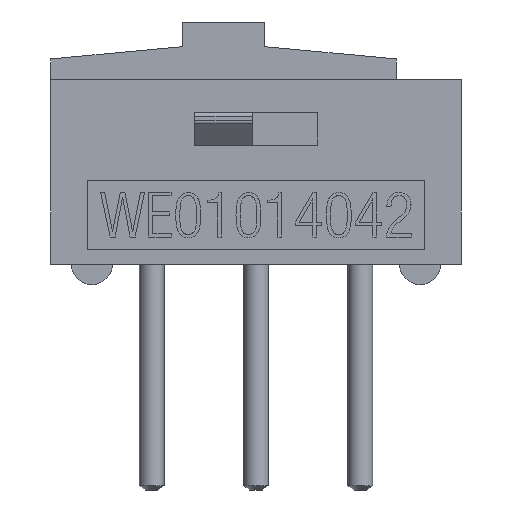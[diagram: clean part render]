
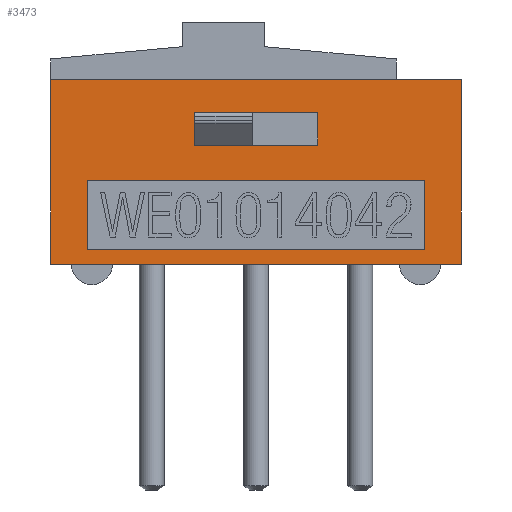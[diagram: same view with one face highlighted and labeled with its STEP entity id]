
A CAD part, front view. The second image highlights one B-rep face of the part: STEP entity #3473.
In plain terms, the highlighted planar face has unit normal (0, -1, 0).
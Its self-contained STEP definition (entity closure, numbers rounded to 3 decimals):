
#92 = VERTEX_POINT('',#93);
#93 = CARTESIAN_POINT('',(-5.,-1.25,0.5));
#108 = VERTEX_POINT('',#109);
#109 = CARTESIAN_POINT('',(5.,-1.25,0.5));
#115 = EDGE_CURVE('',#92,#108,#116,.T.);
#116 = LINE('',#117,#118);
#117 = CARTESIAN_POINT('',(-5.,-1.25,0.5));
#118 = VECTOR('',#119,1.);
#119 = DIRECTION('',(1.,0.,0.));
#2427 = EDGE_CURVE('',#2428,#2430,#2432,.T.);
#2428 = VERTEX_POINT('',#2429);
#2429 = CARTESIAN_POINT('',(4.1,-1.25,2.55));
#2430 = VERTEX_POINT('',#2431);
#2431 = CARTESIAN_POINT('',(-4.1,-1.25,2.55));
#2432 = LINE('',#2433,#2434);
#2433 = CARTESIAN_POINT('',(4.1,-1.25,2.55));
#2434 = VECTOR('',#2435,1.);
#2435 = DIRECTION('',(-1.,0.,0.));
#2776 = EDGE_CURVE('',#2777,#2428,#2779,.T.);
#2777 = VERTEX_POINT('',#2778);
#2778 = CARTESIAN_POINT('',(4.1,-1.25,0.85));
#2779 = LINE('',#2780,#2781);
#2780 = CARTESIAN_POINT('',(4.1,-1.25,0.85));
#2781 = VECTOR('',#2782,1.);
#2782 = DIRECTION('',(0.,0.,1.));
#2800 = EDGE_CURVE('',#2801,#2777,#2803,.T.);
#2801 = VERTEX_POINT('',#2802);
#2802 = CARTESIAN_POINT('',(-4.1,-1.25,0.85));
#2803 = LINE('',#2804,#2805);
#2804 = CARTESIAN_POINT('',(-4.1,-1.25,0.85));
#2805 = VECTOR('',#2806,1.);
#2806 = DIRECTION('',(1.,0.,0.));
#2824 = EDGE_CURVE('',#2430,#2801,#2825,.T.);
#2825 = LINE('',#2826,#2827);
#2826 = CARTESIAN_POINT('',(-4.1,-1.25,2.55));
#2827 = VECTOR('',#2828,1.);
#2828 = DIRECTION('',(0.,0.,-1.));
#3143 = VERTEX_POINT('',#3144);
#3144 = CARTESIAN_POINT('',(1.5,-1.25,4.2));
#3150 = EDGE_CURVE('',#3143,#3151,#3153,.T.);
#3151 = VERTEX_POINT('',#3152);
#3152 = CARTESIAN_POINT('',(-1.5,-1.25,4.2));
#3153 = LINE('',#3154,#3155);
#3154 = CARTESIAN_POINT('',(-5.,-1.25,4.2));
#3155 = VECTOR('',#3156,1.);
#3156 = DIRECTION('',(-1.,0.,0.));
#3198 = VERTEX_POINT('',#3199);
#3199 = CARTESIAN_POINT('',(1.5,-1.25,3.4));
#3205 = EDGE_CURVE('',#3198,#3143,#3206,.T.);
#3206 = LINE('',#3207,#3208);
#3207 = CARTESIAN_POINT('',(1.5,-1.25,5.));
#3208 = VECTOR('',#3209,1.);
#3209 = DIRECTION('',(0.,0.,1.));
#3239 = VERTEX_POINT('',#3240);
#3240 = CARTESIAN_POINT('',(-1.5,-1.25,3.4));
#3246 = EDGE_CURVE('',#3239,#3198,#3247,.T.);
#3247 = LINE('',#3248,#3249);
#3248 = CARTESIAN_POINT('',(-5.,-1.25,3.4));
#3249 = VECTOR('',#3250,1.);
#3250 = DIRECTION('',(1.,0.,0.));
#3279 = EDGE_CURVE('',#3151,#3239,#3280,.T.);
#3280 = LINE('',#3281,#3282);
#3281 = CARTESIAN_POINT('',(-1.5,-1.25,5.));
#3282 = VECTOR('',#3283,1.);
#3283 = DIRECTION('',(0.,0.,-1.));
#3404 = VERTEX_POINT('',#3405);
#3405 = CARTESIAN_POINT('',(-5.,-1.25,5.));
#3411 = EDGE_CURVE('',#3404,#3412,#3414,.T.);
#3412 = VERTEX_POINT('',#3413);
#3413 = CARTESIAN_POINT('',(5.,-1.25,5.));
#3414 = LINE('',#3415,#3416);
#3415 = CARTESIAN_POINT('',(-5.,-1.25,5.));
#3416 = VECTOR('',#3417,1.);
#3417 = DIRECTION('',(1.,0.,0.));
#3446 = EDGE_CURVE('',#3412,#108,#3447,.T.);
#3447 = LINE('',#3448,#3449);
#3448 = CARTESIAN_POINT('',(5.,-1.25,5.));
#3449 = VECTOR('',#3450,1.);
#3450 = DIRECTION('',(0.,0.,-1.));
#3461 = EDGE_CURVE('',#3404,#92,#3462,.T.);
#3462 = LINE('',#3463,#3464);
#3463 = CARTESIAN_POINT('',(-5.,-1.25,5.));
#3464 = VECTOR('',#3465,1.);
#3465 = DIRECTION('',(0.,0.,-1.));
#3473 = ADVANCED_FACE('',(#3474,#3480,#3486),#3492,.F.);
#3474 = FACE_BOUND('',#3475,.T.);
#3475 = EDGE_LOOP('',(#3476,#3477,#3478,#3479));
#3476 = ORIENTED_EDGE('',*,*,#2800,.F.);
#3477 = ORIENTED_EDGE('',*,*,#2824,.F.);
#3478 = ORIENTED_EDGE('',*,*,#2427,.F.);
#3479 = ORIENTED_EDGE('',*,*,#2776,.F.);
#3480 = FACE_BOUND('',#3481,.T.);
#3481 = EDGE_LOOP('',(#3482,#3483,#3484,#3485));
#3482 = ORIENTED_EDGE('',*,*,#115,.T.);
#3483 = ORIENTED_EDGE('',*,*,#3446,.F.);
#3484 = ORIENTED_EDGE('',*,*,#3411,.F.);
#3485 = ORIENTED_EDGE('',*,*,#3461,.T.);
#3486 = FACE_BOUND('',#3487,.T.);
#3487 = EDGE_LOOP('',(#3488,#3489,#3490,#3491));
#3488 = ORIENTED_EDGE('',*,*,#3279,.F.);
#3489 = ORIENTED_EDGE('',*,*,#3150,.F.);
#3490 = ORIENTED_EDGE('',*,*,#3205,.F.);
#3491 = ORIENTED_EDGE('',*,*,#3246,.F.);
#3492 = PLANE('',#3493);
#3493 = AXIS2_PLACEMENT_3D('',#3494,#3495,#3496);
#3494 = CARTESIAN_POINT('',(-5.,-1.25,5.));
#3495 = DIRECTION('',(0.,1.,0.));
#3496 = DIRECTION('',(-1.,0.,0.));
